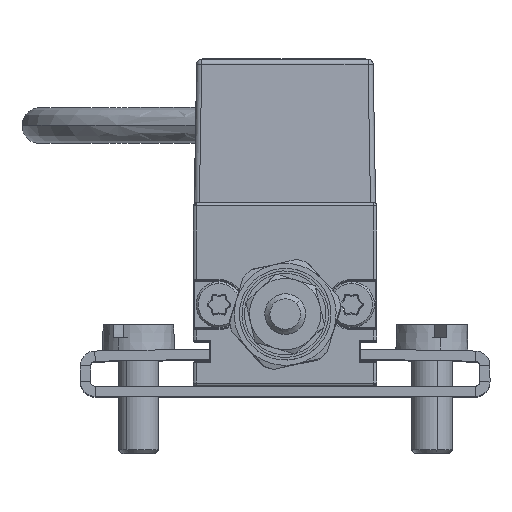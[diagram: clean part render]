
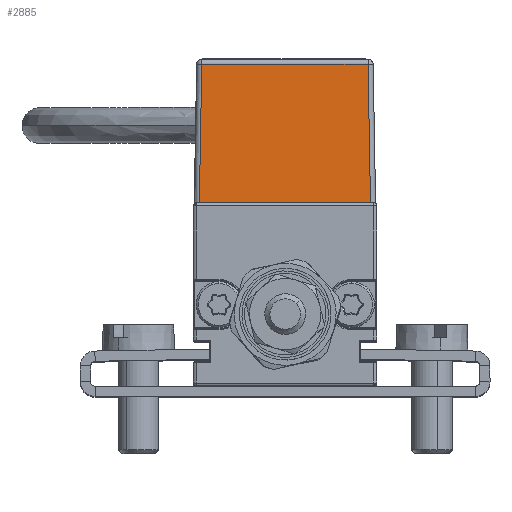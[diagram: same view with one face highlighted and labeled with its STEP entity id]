
A CAD part, top view. The second image highlights one B-rep face of the part: STEP entity #2885.
In plain terms, the highlighted planar face has unit normal (0, 0.018, 1).
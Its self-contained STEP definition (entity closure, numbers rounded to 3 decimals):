
#1518 = AXIS2_PLACEMENT_3D ( 'NONE', #28981, #28982, #28983 ) ;
#2166 = EDGE_CURVE ( 'NONE', #37658, #37657, #12963, .T. ) ;
#2188 = EDGE_CURVE ( 'NONE', #35704, #37658, #13037, .T. ) ;
#2232 = EDGE_CURVE ( 'NONE', #37662, #35704, #13200, .T. ) ;
#2427 = VECTOR ( 'NONE', #13202, 1000. ) ;
#2885 = ADVANCED_FACE ( 'NONE', ( #28968 ), #28969, .T. ) ;
#3152 = EDGE_LOOP ( 'NONE', ( #39941, #39940, #39939, #39988 ) ) ;
#3472 = EDGE_CURVE ( 'NONE', #37657, #37662, #8524, .T. ) ;
#4288 = VECTOR ( 'NONE', #12966, 1000. ) ;
#4310 = VECTOR ( 'NONE', #13041, 1000. ) ;
#7475 = VECTOR ( 'NONE', #8526, 1000. ) ;
#8524 = LINE ( 'NONE', #8525, #7475 ) ;
#8525 = CARTESIAN_POINT ( 'NONE',  ( -8.929, 18., 57.784 ) ) ;
#8526 = DIRECTION ( 'NONE',  ( 1., 0., 0. ) ) ;
#12963 = LINE ( 'NONE', #12965, #4288 ) ;
#12965 = CARTESIAN_POINT ( 'NONE',  ( -8.426, 17.991, 57.784 ) ) ;
#12966 = DIRECTION ( 'NONE',  ( -0.017, -1., 0.017 ) ) ;
#13021 = CARTESIAN_POINT ( 'NONE',  ( -8.929, 31.583, 57.547 ) ) ;
#13037 = LINE ( 'NONE', #13021, #4310 ) ;
#13041 = DIRECTION ( 'NONE',  ( -1., 0., 0. ) ) ;
#13200 = LINE ( 'NONE', #13201, #2427 ) ;
#13201 = CARTESIAN_POINT ( 'NONE',  ( 8.36, 18.302, 57.779 ) ) ;
#13202 = DIRECTION ( 'NONE',  ( -0.017, 1., -0.017 ) ) ;
#28968 = FACE_OUTER_BOUND ( 'NONE', #3152, .T. ) ;
#28969 = PLANE ( 'NONE',  #1518 ) ;
#28981 = CARTESIAN_POINT ( 'NONE',  ( -8.929, 18., 57.784 ) ) ;
#28982 = DIRECTION ( 'NONE',  ( 0., 0.017, 1. ) ) ;
#28983 = DIRECTION ( 'NONE',  ( 0., -1., 0.017 ) ) ;
#33609 = CARTESIAN_POINT ( 'NONE',  ( 8.129, 31.583, 57.547 ) ) ;
#33617 = CARTESIAN_POINT ( 'NONE',  ( -8.426, 18., 57.784 ) ) ;
#33625 = CARTESIAN_POINT ( 'NONE',  ( -8.189, 31.583, 57.547 ) ) ;
#33631 = CARTESIAN_POINT ( 'NONE',  ( 8.366, 18., 57.784 ) ) ;
#35704 = VERTEX_POINT ( 'NONE', #33609 ) ;
#37657 = VERTEX_POINT ( 'NONE', #33617 ) ;
#37658 = VERTEX_POINT ( 'NONE', #33625 ) ;
#37662 = VERTEX_POINT ( 'NONE', #33631 ) ;
#39939 = ORIENTED_EDGE ( 'NONE', *, *, #2166, .T. ) ;
#39940 = ORIENTED_EDGE ( 'NONE', *, *, #2188, .T. ) ;
#39941 = ORIENTED_EDGE ( 'NONE', *, *, #2232, .T. ) ;
#39988 = ORIENTED_EDGE ( 'NONE', *, *, #3472, .T. ) ;
